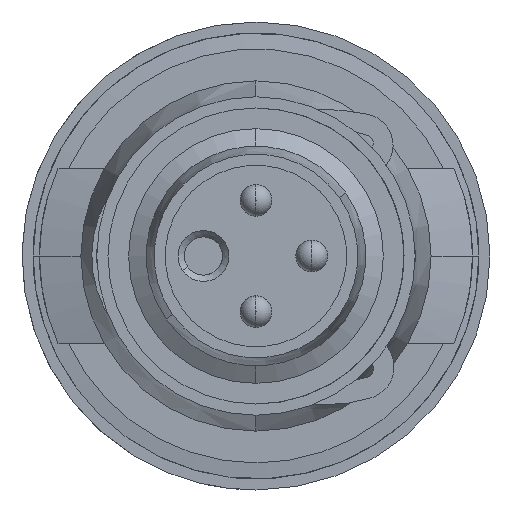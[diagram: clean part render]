
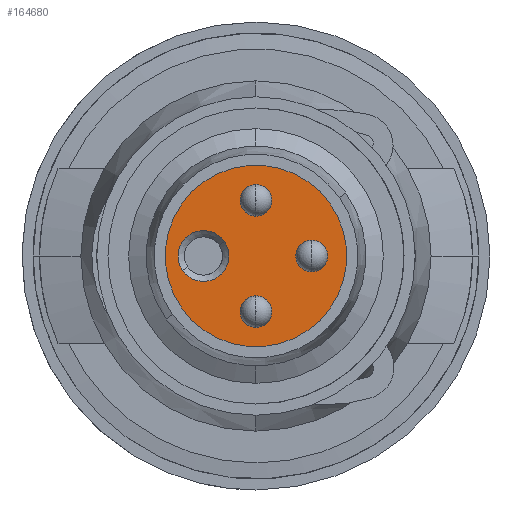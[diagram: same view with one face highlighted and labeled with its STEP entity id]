
A CAD part, left-side view. The second image highlights one B-rep face of the part: STEP entity #164680.
In plain terms, the highlighted face is planar.
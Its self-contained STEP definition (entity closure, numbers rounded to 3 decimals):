
#163880=CARTESIAN_POINT('',(21.289,34.806,0.8));
#163890=DIRECTION('',(0.,0.,1.));
#163900=DIRECTION('',(-0.574,-0.819,
0.));
#163910=AXIS2_PLACEMENT_3D('',#163880,#163890,#163900);
#163920=PLANE('',#163910);
#163930=CARTESIAN_POINT('',(22.215,33.628,0.8));
#163940=DIRECTION('',(0.,0.,-1.));
#163950=DIRECTION('',(-1.,0.,0.));
#163960=AXIS2_PLACEMENT_3D('',#163930,#163940,#163950);
#163970=CIRCLE('',#163960,0.5);
#163980=CARTESIAN_POINT('',(21.715,33.628,0.8));
#163990=VERTEX_POINT('',#163980);
#164000=CARTESIAN_POINT('',(22.715,33.628,0.8));
#164010=VERTEX_POINT('',#164000);
#164020=EDGE_CURVE('',#163990,#164010,#163970,.T.);
#164030=ORIENTED_EDGE('',*,*,#164020,.F.);
#164040=EDGE_CURVE('',#164010,#163990,#163970,.T.);
#164050=ORIENTED_EDGE('',*,*,#164040,.F.);
#164060=EDGE_LOOP('',(#164050,#164030));
#164070=FACE_BOUND('',#164060,.T.);
#164080=CARTESIAN_POINT('',(20.465,31.878,0.8));
#164090=DIRECTION('',(0.,0.,-1.));
#164100=DIRECTION('',(-1.,0.,0.));
#164110=AXIS2_PLACEMENT_3D('',#164080,#164090,#164100);
#164120=CIRCLE('',#164110,0.5);
#164130=CARTESIAN_POINT('',(19.965,31.878,0.8));
#164140=VERTEX_POINT('',#164130);
#164150=CARTESIAN_POINT('',(20.965,31.878,0.8));
#164160=VERTEX_POINT('',#164150);
#164170=EDGE_CURVE('',#164140,#164160,#164120,.T.);
#164180=ORIENTED_EDGE('',*,*,#164170,.F.);
#164190=EDGE_CURVE('',#164160,#164140,#164120,.T.);
#164200=ORIENTED_EDGE('',*,*,#164190,.F.);
#164210=EDGE_LOOP('',(#164200,#164180));
#164220=FACE_BOUND('',#164210,.T.);
#164230=CARTESIAN_POINT('',(18.715,33.628,0.8));
#164240=DIRECTION('',(0.,0.,-1.));
#164250=DIRECTION('',(-1.,0.,0.));
#164260=AXIS2_PLACEMENT_3D('',#164230,#164240,#164250);
#164270=CIRCLE('',#164260,0.5);
#164280=CARTESIAN_POINT('',(18.215,33.628,0.8));
#164290=VERTEX_POINT('',#164280);
#164300=CARTESIAN_POINT('',(19.215,33.628,0.8));
#164310=VERTEX_POINT('',#164300);
#164320=EDGE_CURVE('',#164290,#164310,#164270,.T.);
#164330=ORIENTED_EDGE('',*,*,#164320,.F.);
#164340=EDGE_CURVE('',#164310,#164290,#164270,.T.);
#164350=ORIENTED_EDGE('',*,*,#164340,.F.);
#164360=EDGE_LOOP('',(#164350,#164330));
#164370=FACE_BOUND('',#164360,.T.);
#164380=CARTESIAN_POINT('',(20.465,35.278,0.8));
#164390=DIRECTION('',(0.,0.,-1.));
#164400=DIRECTION('',(0.574,0.819,
0.));
#164410=AXIS2_PLACEMENT_3D('',#164380,#164390,#164400);
#164420=CIRCLE('',#164410,0.8);
#164430=CARTESIAN_POINT('',(20.924,35.933,
0.8));
#164440=VERTEX_POINT('',#164430);
#164450=CARTESIAN_POINT('',(20.006,34.623,
0.8));
#164460=VERTEX_POINT('',#164450);
#164470=EDGE_CURVE('',#164440,#164460,#164420,.T.);
#164480=ORIENTED_EDGE('',*,*,#164470,.F.);
#164490=EDGE_CURVE('',#164460,#164440,#164420,.T.);
#164500=ORIENTED_EDGE('',*,*,#164490,.F.);
#164510=EDGE_LOOP('',(#164500,#164480));
#164520=FACE_BOUND('',#164510,.T.);
#164530=CARTESIAN_POINT('',(20.465,33.628,0.8));
#164540=DIRECTION('',(0.,0.,1.));
#164550=DIRECTION('',(-0.574,-0.819,
0.));
#164560=AXIS2_PLACEMENT_3D('',#164530,#164540,#164550);
#164570=CIRCLE('',#164560,2.85);
#164580=CARTESIAN_POINT('',(18.83,31.293,0.8));
#164590=VERTEX_POINT('',#164580);
#164600=CARTESIAN_POINT('',(22.1,35.963,0.8));
#164610=VERTEX_POINT('',#164600);
#164620=EDGE_CURVE('',#164590,#164610,#164570,.T.);
#164630=ORIENTED_EDGE('',*,*,#164620,.F.);
#164640=EDGE_CURVE('',#164610,#164590,#164570,.T.);
#164650=ORIENTED_EDGE('',*,*,#164640,.F.);
#164660=EDGE_LOOP('',(#164650,#164630));
#164670=FACE_OUTER_BOUND('',#164660,.T.);
#164680=ADVANCED_FACE('',(#164070,#164220,#164370,#164520,#164670),
#163920,.F.);
